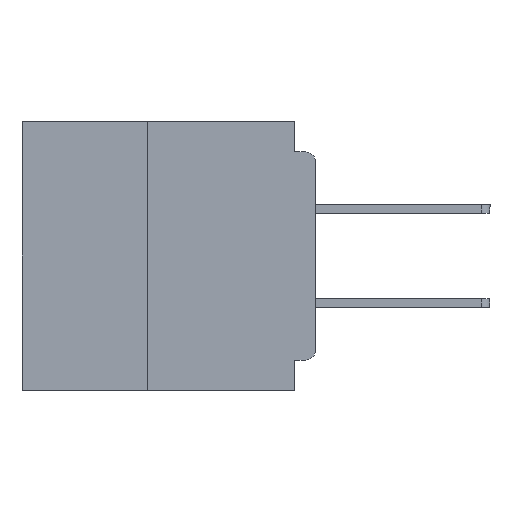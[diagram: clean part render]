
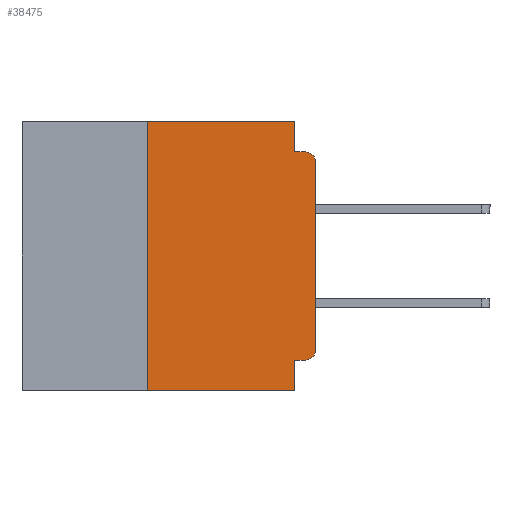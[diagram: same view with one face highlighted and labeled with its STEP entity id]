
A CAD part, left-side view. The second image highlights one B-rep face of the part: STEP entity #38475.
In plain terms, the highlighted planar face has unit normal (-1, 0, 0).
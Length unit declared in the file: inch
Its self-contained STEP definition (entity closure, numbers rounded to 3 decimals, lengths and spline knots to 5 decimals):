
#658 = DIRECTION ( 'NONE',  ( 0., -1., 0. ) ) ;
#865 = EDGE_CURVE ( 'NONE', #17701, #6796, #32516, .T. ) ;
#2483 = ORIENTED_EDGE ( 'NONE', *, *, #36456, .T. ) ;
#2584 = CARTESIAN_POINT ( 'NONE',  ( 0., 0.437, 0. ) ) ;
#3628 = CIRCLE ( 'NONE', #19889, 0.015 ) ;
#3796 = VERTEX_POINT ( 'NONE', #24656 ) ;
#3847 = CARTESIAN_POINT ( 'NONE',  ( 0., 0.437, 0. ) ) ;
#4315 = VECTOR ( 'NONE', #28742, 39.37008 ) ;
#4391 = VERTEX_POINT ( 'NONE', #40905 ) ;
#5194 = LINE ( 'NONE', #22570, #21031 ) ;
#5573 = DIRECTION ( 'NONE',  ( 0., 0., 1. ) ) ;
#5878 = VECTOR ( 'NONE', #658, 39.37008 ) ;
#6484 = EDGE_CURVE ( 'NONE', #3796, #20159, #31412, .T. ) ;
#6796 = VERTEX_POINT ( 'NONE', #33561 ) ;
#6969 = ORIENTED_EDGE ( 'NONE', *, *, #11383, .F. ) ;
#7431 = CARTESIAN_POINT ( 'NONE',  ( 0., 0., 0. ) ) ;
#8002 = CARTESIAN_POINT ( 'NONE',  ( 0., 0.015, -0.06 ) ) ;
#8618 = EDGE_CURVE ( 'NONE', #26703, #22423, #18838, .T. ) ;
#10469 = VECTOR ( 'NONE', #5573, 39.37008 ) ;
#10722 = CARTESIAN_POINT ( 'NONE',  ( 0., 0., -0.045 ) ) ;
#10883 = DIRECTION ( 'NONE',  ( -1., 0., 0. ) ) ;
#11199 = DIRECTION ( 'NONE',  ( 0., 0., -1. ) ) ;
#11383 = EDGE_CURVE ( 'NONE', #22423, #3796, #31171, .T. ) ;
#11385 = CARTESIAN_POINT ( 'NONE',  ( 0., 0., -0.355 ) ) ;
#12175 = DIRECTION ( 'NONE',  ( 0., 0., -1. ) ) ;
#12464 = CIRCLE ( 'NONE', #29946, 0.015 ) ;
#12782 = LINE ( 'NONE', #22354, #4315 ) ;
#13087 = DIRECTION ( 'NONE',  ( 0., 0., -1. ) ) ;
#13240 = VERTEX_POINT ( 'NONE', #22700 ) ;
#13330 = CARTESIAN_POINT ( 'NONE',  ( 0., 0.25, -0.4 ) ) ;
#13914 = ORIENTED_EDGE ( 'NONE', *, *, #8618, .F. ) ;
#14781 = VECTOR ( 'NONE', #32987, 39.37008 ) ;
#14988 = EDGE_CURVE ( 'NONE', #26703, #4391, #5194, .T. ) ;
#15003 = EDGE_LOOP ( 'NONE', ( #2483, #21313, #40227, #27307, #6969, #13914, #24348, #34764, #18847, #36776 ) ) ;
#15194 = VERTEX_POINT ( 'NONE', #27317 ) ;
#15522 = CARTESIAN_POINT ( 'NONE',  ( 0., 0.015, -0.045 ) ) ;
#15739 = EDGE_CURVE ( 'NONE', #13240, #35538, #3628, .T. ) ;
#17439 = DIRECTION ( 'NONE',  ( 0., 1., 0. ) ) ;
#17701 = VERTEX_POINT ( 'NONE', #39985 ) ;
#18838 = LINE ( 'NONE', #37199, #10469 ) ;
#18847 = ORIENTED_EDGE ( 'NONE', *, *, #865, .F. ) ;
#19190 = EDGE_CURVE ( 'NONE', #6796, #4391, #12782, .T. ) ;
#19889 = AXIS2_PLACEMENT_3D ( 'NONE', #8002, #30178, #11199 ) ;
#20159 = VERTEX_POINT ( 'NONE', #36600 ) ;
#21031 = VECTOR ( 'NONE', #35209, 39.37008 ) ;
#21313 = ORIENTED_EDGE ( 'NONE', *, *, #15739, .T. ) ;
#22354 = CARTESIAN_POINT ( 'NONE',  ( 0., 0.031, -0.4 ) ) ;
#22423 = VERTEX_POINT ( 'NONE', #40661 ) ;
#22570 = CARTESIAN_POINT ( 'NONE',  ( 0., 0.437, -0.4 ) ) ;
#22700 = CARTESIAN_POINT ( 'NONE',  ( 0., 0., -0.06 ) ) ;
#23191 = LINE ( 'NONE', #10722, #14781 ) ;
#23967 = VECTOR ( 'NONE', #13087, 39.37008 ) ;
#24348 = ORIENTED_EDGE ( 'NONE', *, *, #14988, .T. ) ;
#24656 = CARTESIAN_POINT ( 'NONE',  ( 0., 0.031, 0. ) ) ;
#24725 = VECTOR ( 'NONE', #29588, 39.37008 ) ;
#25006 = EDGE_CURVE ( 'NONE', #20159, #35538, #23191, .T. ) ;
#26615 = FACE_OUTER_BOUND ( 'NONE', #15003, .T. ) ;
#26703 = VERTEX_POINT ( 'NONE', #13330 ) ;
#27307 = ORIENTED_EDGE ( 'NONE', *, *, #6484, .F. ) ;
#27317 = CARTESIAN_POINT ( 'NONE',  ( 0., 0., -0.34 ) ) ;
#28742 = DIRECTION ( 'NONE',  ( 0., 0., -1. ) ) ;
#29588 = DIRECTION ( 'NONE',  ( 0., 0., 1. ) ) ;
#29832 = CARTESIAN_POINT ( 'NONE',  ( 0., 0.015, -0.34 ) ) ;
#29946 = AXIS2_PLACEMENT_3D ( 'NONE', #29832, #10883, #33005 ) ;
#30178 = DIRECTION ( 'NONE',  ( -1., 0., 0. ) ) ;
#31136 = DIRECTION ( 'NONE',  ( 1., 0., 0. ) ) ;
#31171 = LINE ( 'NONE', #3847, #5878 ) ;
#31412 = LINE ( 'NONE', #32057, #23967 ) ;
#32057 = CARTESIAN_POINT ( 'NONE',  ( 0., 0.031, 0. ) ) ;
#32495 = AXIS2_PLACEMENT_3D ( 'NONE', #2584, #31136, #12175 ) ;
#32516 = LINE ( 'NONE', #11385, #41011 ) ;
#32719 = EDGE_CURVE ( 'NONE', #17701, #15194, #12464, .T. ) ;
#32987 = DIRECTION ( 'NONE',  ( 0., -1., 0. ) ) ;
#33005 = DIRECTION ( 'NONE',  ( 0., 0., -1. ) ) ;
#33164 = LINE ( 'NONE', #7431, #24725 ) ;
#33561 = CARTESIAN_POINT ( 'NONE',  ( 0., 0.031, -0.355 ) ) ;
#34764 = ORIENTED_EDGE ( 'NONE', *, *, #19190, .F. ) ;
#35209 = DIRECTION ( 'NONE',  ( 0., -1., 0. ) ) ;
#35538 = VERTEX_POINT ( 'NONE', #15522 ) ;
#36456 = EDGE_CURVE ( 'NONE', #15194, #13240, #33164, .T. ) ;
#36600 = CARTESIAN_POINT ( 'NONE',  ( 0., 0.031, -0.045 ) ) ;
#36776 = ORIENTED_EDGE ( 'NONE', *, *, #32719, .T. ) ;
#37199 = CARTESIAN_POINT ( 'NONE',  ( 0., 0.25, -0.4 ) ) ;
#38475 = ADVANCED_FACE ( 'NONE', ( #26615 ), #40618, .F. ) ;
#39985 = CARTESIAN_POINT ( 'NONE',  ( 0., 0.015, -0.355 ) ) ;
#40227 = ORIENTED_EDGE ( 'NONE', *, *, #25006, .F. ) ;
#40618 = PLANE ( 'NONE',  #32495 ) ;
#40661 = CARTESIAN_POINT ( 'NONE',  ( 0., 0.25, 0. ) ) ;
#40905 = CARTESIAN_POINT ( 'NONE',  ( 0., 0.031, -0.4 ) ) ;
#41011 = VECTOR ( 'NONE', #17439, 39.37008 ) ;
